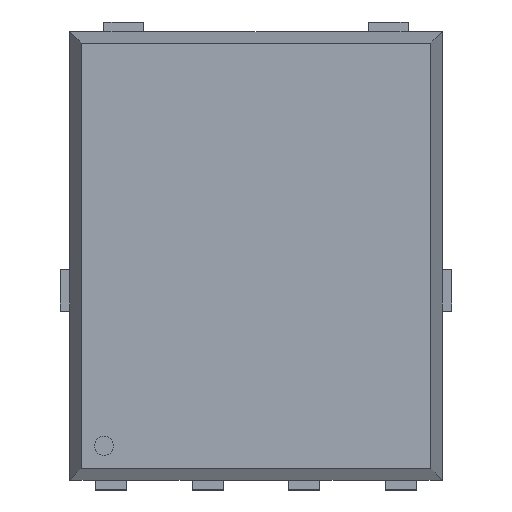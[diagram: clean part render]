
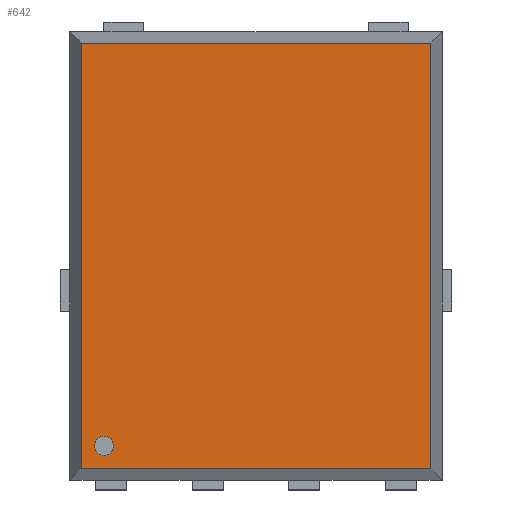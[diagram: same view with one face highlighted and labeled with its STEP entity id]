
A CAD part, top view. The second image highlights one B-rep face of the part: STEP entity #642.
In plain terms, the highlighted planar face has unit normal (0, 0, 1).
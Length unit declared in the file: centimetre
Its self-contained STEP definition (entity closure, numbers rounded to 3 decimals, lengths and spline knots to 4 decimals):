
#34=CARTESIAN_POINT('',(-0.2122,-0.2497,0.1));
#35=VERTEX_POINT('',#34);
#59=CARTESIAN_POINT('',(-0.1872,-0.2497,0.1));
#60=VERTEX_POINT('',#59);
#61=CARTESIAN_POINT('',(-0.1997,-0.2497,0.1));
#62=DIRECTION('',(0.,0.,-1.));
#63=DIRECTION('',(1.,0.,0.));
#64=AXIS2_PLACEMENT_3D('',#61,#62,#63);
#65=CIRCLE('',#64,0.0125);
#66=EDGE_CURVE('',#60,#35,#65,.T.);
#68=CARTESIAN_POINT('',(-0.1997,-0.2497,0.1));
#69=DIRECTION('',(0.,0.,-1.));
#70=DIRECTION('',(1.,0.,0.));
#71=AXIS2_PLACEMENT_3D('',#68,#69,#70);
#72=CIRCLE('',#71,0.0125);
#73=EDGE_CURVE('',#35,#60,#72,.T.);
#112=CARTESIAN_POINT('',(-0.2297,0.2797,0.1));
#113=VERTEX_POINT('',#112);
#120=CARTESIAN_POINT('',(0.2297,0.2797,0.1));
#121=VERTEX_POINT('',#120);
#122=CARTESIAN_POINT('',(-0.4682,0.2797,0.1));
#123=DIRECTION('',(1.,-0.,0.));
#124=VECTOR('',#123,0.9364);
#125=LINE('',#122,#124);
#126=EDGE_CURVE('',#113,#121,#125,.T.);
#184=CARTESIAN_POINT('',(0.2297,-0.2797,0.1));
#185=VERTEX_POINT('',#184);
#186=CARTESIAN_POINT('',(0.2297,0.5182,0.1));
#187=DIRECTION('',(-0.,-1.,0.));
#188=VECTOR('',#187,1.0364);
#189=LINE('',#186,#188);
#190=EDGE_CURVE('',#121,#185,#189,.T.);
#232=CARTESIAN_POINT('',(-0.2297,-0.2797,0.1));
#233=VERTEX_POINT('',#232);
#234=CARTESIAN_POINT('',(0.4682,-0.2797,0.1));
#235=DIRECTION('',(-1.,0.,0.));
#236=VECTOR('',#235,0.9364);
#237=LINE('',#234,#236);
#238=EDGE_CURVE('',#185,#233,#237,.T.);
#328=CARTESIAN_POINT('',(-0.2297,-0.5182,0.1));
#329=DIRECTION('',(0.,1.,-0.));
#330=VECTOR('',#329,1.0364);
#331=LINE('',#328,#330);
#332=EDGE_CURVE('',#233,#113,#331,.T.);
#627=CARTESIAN_POINT('',(0.,0.,0.1));
#628=DIRECTION('',(0.,0.,1.));
#629=DIRECTION('',(1.,0.,0.));
#630=AXIS2_PLACEMENT_3D('',#627,#628,#629);
#631=PLANE('',#630);
#632=ORIENTED_EDGE('',*,*,#66,.T.);
#633=ORIENTED_EDGE('',*,*,#73,.T.);
#634=EDGE_LOOP('',(#632,#633));
#635=FACE_BOUND('',#634,.T.);
#636=ORIENTED_EDGE('',*,*,#126,.F.);
#637=ORIENTED_EDGE('',*,*,#332,.F.);
#638=ORIENTED_EDGE('',*,*,#238,.F.);
#639=ORIENTED_EDGE('',*,*,#190,.F.);
#640=EDGE_LOOP('',(#636,#637,#638,#639));
#641=FACE_BOUND('',#640,.T.);
#642=ADVANCED_FACE('',(#635,#641),#631,.T.);
